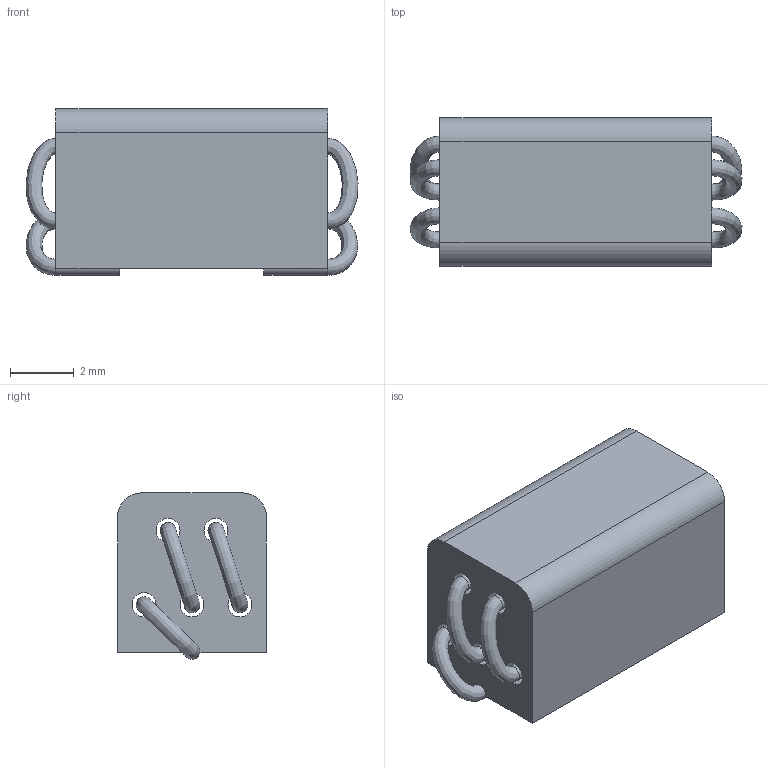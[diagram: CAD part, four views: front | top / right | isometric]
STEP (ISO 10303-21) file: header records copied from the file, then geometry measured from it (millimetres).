
FILE_DESCRIPTION(/* description */ ('Unknown'),/* implementation_level */ '2;1');
FILE_NAME(/* name */ 'FB_Wurth_WE-SUKW_7427512',/* time_stamp */ '2025-06-24T17:37:18+08:00',/* author */ ('Unknown'),/* organization */ ('Unknown'),/* preprocessor_version */ 'ST-DEVELOPER v19.4',/* originating_system */ 'Solid Edge',/* authorisation */ 'Unknown');
FILE_SCHEMA (('AUTOMOTIVE_DESIGN {1 0 10303 214 3 1 1}'));
Length unit declared in the file: millimetre
Products named in the file (2): FB_Wurth_WE-SUKW_7427512
Assembly tree (1 placements, depth 2):
  FB_Wurth_WE-SUKW_7427512
    FB_Wurth_WE-SUKW_7427512
Bounding box: 10.38 x 4.65 x 5.2 mm (x, y, z)
Volume: 187.8 mm3; surface area: 399.6 mm2
Topology: 3 solids, 3 shells, 34 faces, 97 edges, 63 vertices
Faces by surface type: cylinder 15, plane 13, bspline 6
Full cylindrical faces by diameter (mm): 0.5 x5, 0.75 x5
Entity records: 2125 total; most frequent: CARTESIAN_POINT 1104, DIRECTION 162, ORIENTED_EDGE 140, EDGE_CURVE 70, AXIS2_PLACEMENT_3D 62, EDGE_LOOP 60, FACE_BOUND 60, VERTEX_POINT 52
